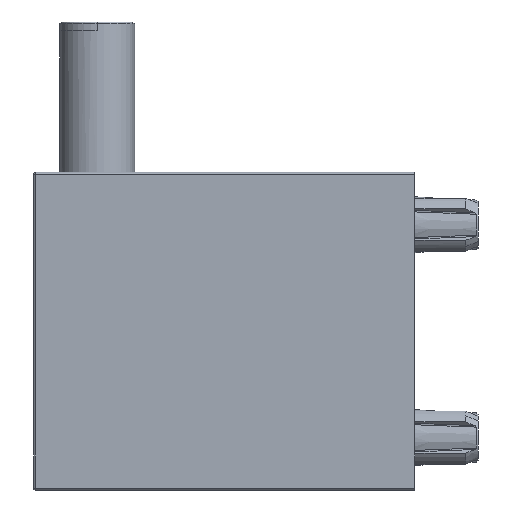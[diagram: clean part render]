
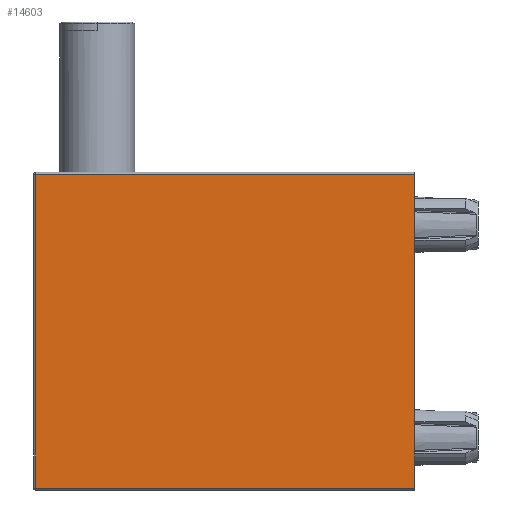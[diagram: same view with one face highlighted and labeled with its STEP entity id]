
A CAD part, left-side view. The second image highlights one B-rep face of the part: STEP entity #14603.
In plain terms, the highlighted planar face has unit normal (-1, 0, 0).
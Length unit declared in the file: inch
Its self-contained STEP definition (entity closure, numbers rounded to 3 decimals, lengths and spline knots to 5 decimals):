
#4994=DIRECTION('',(0.,-1.,0.));
#4995=VECTOR('',#4994,0.597);
#4996=CARTESIAN_POINT('',(0.,0.7111,-0.497));
#4997=LINE('',#4996,#4995);
#4998=DIRECTION('',(0.,0.,-1.));
#4999=VECTOR('',#4998,0.494);
#5000=CARTESIAN_POINT('',(0.,0.7111,-0.003));
#5001=LINE('',#5000,#4999);
#5002=DIRECTION('',(0.,1.,0.));
#5003=VECTOR('',#5002,0.597);
#5004=CARTESIAN_POINT('',(0.,0.1141,-0.003));
#5005=LINE('',#5004,#5003);
#5006=DIRECTION('',(0.,0.,-1.));
#5007=VECTOR('',#5006,0.494);
#5008=CARTESIAN_POINT('',(0.,0.1141,-0.003));
#5009=LINE('',#5008,#5007);
#6651=CARTESIAN_POINT('',(0.,0.7111,-0.497));
#6652=CARTESIAN_POINT('',(0.,0.1141,-0.497));
#6653=VERTEX_POINT('',#6651);
#6654=VERTEX_POINT('',#6652);
#6655=CARTESIAN_POINT('',(0.,0.7111,-0.003));
#6656=VERTEX_POINT('',#6655);
#6675=CARTESIAN_POINT('',(0.,0.1141,-0.003));
#6676=VERTEX_POINT('',#6675);
#14589=CARTESIAN_POINT('',(0.,0.1141,0.));
#14590=DIRECTION('',(1.,0.,0.));
#14591=DIRECTION('',(0.,0.,-1.));
#14592=AXIS2_PLACEMENT_3D('',#14589,#14590,#14591);
#14593=PLANE('',#14592);
#14595=ORIENTED_EDGE('',*,*,#14594,.F.);
#14597=ORIENTED_EDGE('',*,*,#14596,.F.);
#14598=ORIENTED_EDGE('',*,*,#14580,.F.);
#14600=ORIENTED_EDGE('',*,*,#14599,.T.);
#14601=EDGE_LOOP('',(#14595,#14597,#14598,#14600));
#14602=FACE_OUTER_BOUND('',#14601,.F.);
#14603=ADVANCED_FACE('',(#14602),#14593,.F.);
#14580=EDGE_CURVE('',#6676,#6656,#5005,.T.);
#14594=EDGE_CURVE('',#6653,#6654,#4997,.T.);
#14596=EDGE_CURVE('',#6656,#6653,#5001,.T.);
#14599=EDGE_CURVE('',#6676,#6654,#5009,.T.);
